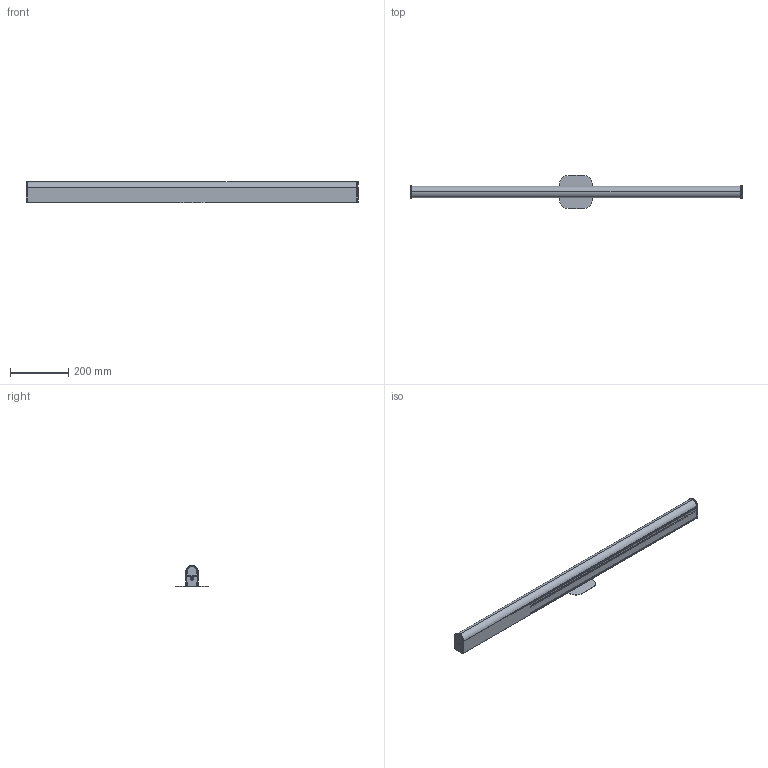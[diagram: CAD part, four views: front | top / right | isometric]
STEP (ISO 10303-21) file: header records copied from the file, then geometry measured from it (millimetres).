
FILE_DESCRIPTION (( 'STEP AP203' ), '1' );
FILE_NAME ('USC-RDLB4XXX_C-LEDBAR 4FT WALL_CEIL LED_1.STEP', '2022-01-04T23:07:48', ( '' ), ( '' ), 'SwSTEP 2.0', 'SolidWorks 2012', '' );
FILE_SCHEMA (( 'CONFIG_CONTROL_DESIGN' ));
Length unit declared in the file: inch
Products named in the file (1): USC-RDLB4XXX_C-LEDBAR 4FT WALL_CEIL LED_1
Bounding box: 1144.19 x 114.3 x 72.6 mm (x, y, z)
Volume: 498106.6 mm3; surface area: 632050.7 mm2
Topology: 6 solids, 6 shells, 649 faces, 1729 edges, 1086 vertices
Faces by surface type: cylinder 317, plane 188, bspline 74, cone 54, torus 16
Entity records: 28478 total; most frequent: CARTESIAN_POINT 12105, DIRECTION 3433, ORIENTED_EDGE 3426, EDGE_CURVE 1713, AXIS2_PLACEMENT_3D 1282, VERTEX_POINT 1086, VECTOR 869, LINE 869
